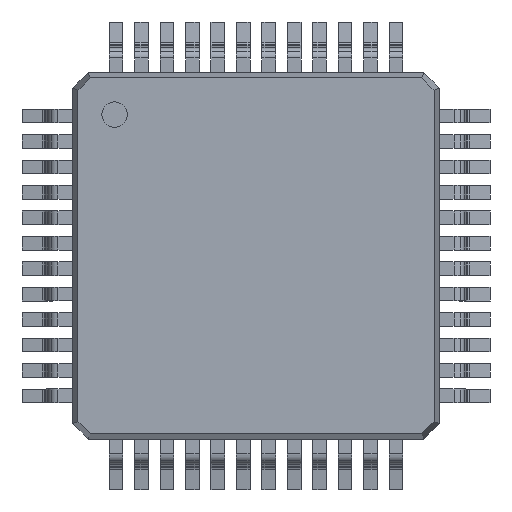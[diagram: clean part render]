
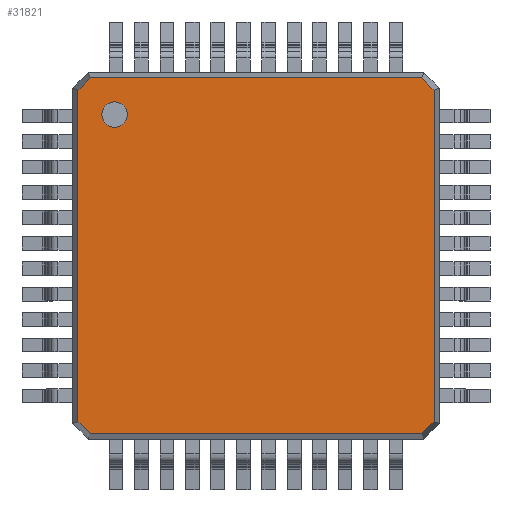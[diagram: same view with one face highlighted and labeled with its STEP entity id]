
A CAD part, top view. The second image highlights one B-rep face of the part: STEP entity #31821.
In plain terms, the highlighted planar face has unit normal (0, 0, 1).
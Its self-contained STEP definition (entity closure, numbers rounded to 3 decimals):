
#31288=CARTESIAN_POINT('',(-2.529,2.779,1.2));
#31289=VERTEX_POINT('',#31288);
#31305=CARTESIAN_POINT('',(-3.029,2.779,1.2));
#31306=VERTEX_POINT('',#31305);
#31313=CARTESIAN_POINT('',(-2.779,2.779,1.2));
#31314=DIRECTION('',(0.0,0.0,-1.0));
#31315=DIRECTION('',(1.0,0.0,0.0));
#31316=AXIS2_PLACEMENT_3D('',#31313,#31314,#31315);
#31317=CIRCLE('',#31316,0.25);
#31318=EDGE_CURVE('',#31289,#31306,#31317,.T.);
#31329=CARTESIAN_POINT('',(-2.779,2.779,1.2));
#31330=DIRECTION('',(0.0,0.0,-1.0));
#31331=DIRECTION('',(1.0,0.0,0.0));
#31332=AXIS2_PLACEMENT_3D('',#31329,#31330,#31331);
#31333=CIRCLE('',#31332,0.25);
#31334=EDGE_CURVE('',#31306,#31289,#31333,.T.);
#31729=CARTESIAN_POINT('',(-3.259,3.5,1.2));
#31730=VERTEX_POINT('',#31729);
#31738=CARTESIAN_POINT('',(-3.5,3.259,1.2));
#31739=VERTEX_POINT('',#31738);
#31746=CARTESIAN_POINT('',(-3.5,3.259,1.2));
#31747=DIRECTION('',(0.707,0.707,0.0));
#31748=VECTOR('',#31747,0.341);
#31749=LINE('',#31746,#31748);
#31750=EDGE_CURVE('',#31739,#31730,#31749,.T.);
#31755=CARTESIAN_POINT('',(0.,0.,1.2));
#31756=DIRECTION('',(0.0,0.0,1.0));
#31757=DIRECTION('',(1.0,0.0,0.0));
#31758=AXIS2_PLACEMENT_3D('',#31755,#31756,#31757);
#31759=PLANE('',#31758);
#31760=ORIENTED_EDGE('',*,*,#31750,.F.);
#31761=CARTESIAN_POINT('',(-3.5,-3.259,1.2));
#31762=VERTEX_POINT('',#31761);
#31763=CARTESIAN_POINT('',(-3.5,-3.259,1.2));
#31764=DIRECTION('',(0.0,1.0,0.0));
#31765=VECTOR('',#31764,6.517);
#31766=LINE('',#31763,#31765);
#31767=EDGE_CURVE('',#31762,#31739,#31766,.T.);
#31768=ORIENTED_EDGE('',*,*,#31767,.F.);
#31769=CARTESIAN_POINT('',(-3.259,-3.5,1.2));
#31770=VERTEX_POINT('',#31769);
#31771=CARTESIAN_POINT('',(-3.259,-3.5,1.2));
#31772=DIRECTION('',(-0.707,0.707,0.0));
#31773=VECTOR('',#31772,0.341);
#31774=LINE('',#31771,#31773);
#31775=EDGE_CURVE('',#31770,#31762,#31774,.T.);
#31776=ORIENTED_EDGE('',*,*,#31775,.F.);
#31777=CARTESIAN_POINT('',(3.259,-3.5,1.2));
#31778=VERTEX_POINT('',#31777);
#31779=CARTESIAN_POINT('',(3.259,-3.5,1.2));
#31780=DIRECTION('',(-1.0,0.0,0.0));
#31781=VECTOR('',#31780,6.517);
#31782=LINE('',#31779,#31781);
#31783=EDGE_CURVE('',#31778,#31770,#31782,.T.);
#31784=ORIENTED_EDGE('',*,*,#31783,.F.);
#31785=CARTESIAN_POINT('',(3.5,-3.259,1.2));
#31786=VERTEX_POINT('',#31785);
#31787=CARTESIAN_POINT('',(3.5,-3.259,1.2));
#31788=DIRECTION('',(-0.707,-0.707,0.0));
#31789=VECTOR('',#31788,0.341);
#31790=LINE('',#31787,#31789);
#31791=EDGE_CURVE('',#31786,#31778,#31790,.T.);
#31792=ORIENTED_EDGE('',*,*,#31791,.F.);
#31793=CARTESIAN_POINT('',(3.5,3.259,1.2));
#31794=VERTEX_POINT('',#31793);
#31795=CARTESIAN_POINT('',(3.5,3.259,1.2));
#31796=DIRECTION('',(0.0,-1.0,0.0));
#31797=VECTOR('',#31796,6.517);
#31798=LINE('',#31795,#31797);
#31799=EDGE_CURVE('',#31794,#31786,#31798,.T.);
#31800=ORIENTED_EDGE('',*,*,#31799,.F.);
#31801=CARTESIAN_POINT('',(3.259,3.5,1.2));
#31802=VERTEX_POINT('',#31801);
#31803=CARTESIAN_POINT('',(3.259,3.5,1.2));
#31804=DIRECTION('',(0.707,-0.707,0.0));
#31805=VECTOR('',#31804,0.341);
#31806=LINE('',#31803,#31805);
#31807=EDGE_CURVE('',#31802,#31794,#31806,.T.);
#31808=ORIENTED_EDGE('',*,*,#31807,.F.);
#31809=CARTESIAN_POINT('',(-3.259,3.5,1.2));
#31810=DIRECTION('',(1.0,0.0,0.0));
#31811=VECTOR('',#31810,6.517);
#31812=LINE('',#31809,#31811);
#31813=EDGE_CURVE('',#31730,#31802,#31812,.T.);
#31814=ORIENTED_EDGE('',*,*,#31813,.F.);
#31815=EDGE_LOOP('',(#31760,#31768,#31776,#31784,#31792,#31800,#31808,#31814));
#31816=FACE_OUTER_BOUND('',#31815,.T.);
#31817=ORIENTED_EDGE('',*,*,#31318,.T.);
#31818=ORIENTED_EDGE('',*,*,#31334,.T.);
#31819=EDGE_LOOP('',(#31817,#31818));
#31820=FACE_BOUND('',#31819,.T.);
#31821=ADVANCED_FACE('',(#31816,#31820),#31759,.T.);
